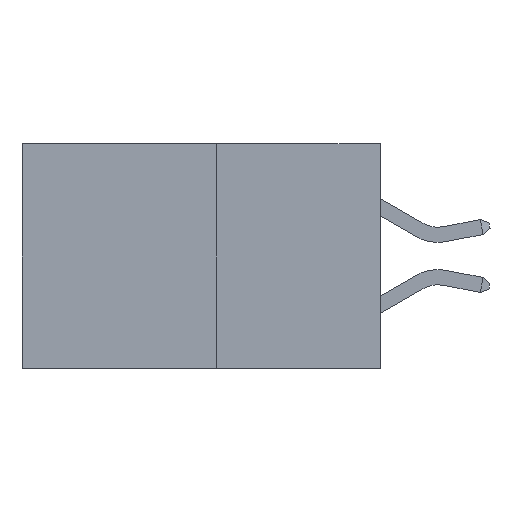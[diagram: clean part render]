
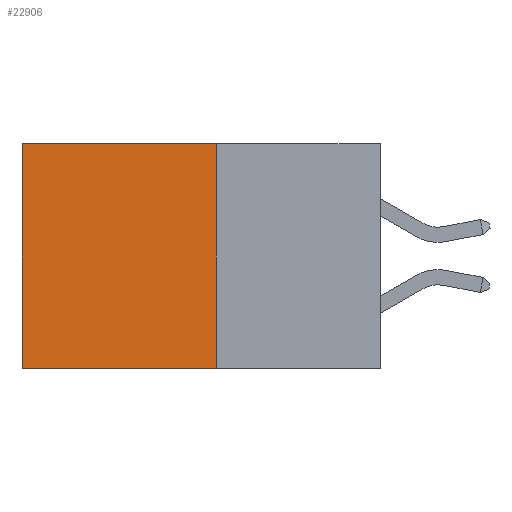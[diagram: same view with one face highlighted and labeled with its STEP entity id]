
A CAD part, left-side view. The second image highlights one B-rep face of the part: STEP entity #22906.
In plain terms, the highlighted planar face has unit normal (-1, 0, 0).
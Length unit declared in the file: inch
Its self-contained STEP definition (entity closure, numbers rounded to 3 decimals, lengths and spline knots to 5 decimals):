
#395 = ORIENTED_EDGE ( 'NONE', *, *, #20070, .F. ) ;
#1642 = LINE ( 'NONE', #3372, #15761 ) ;
#3165 = CARTESIAN_POINT ( 'NONE',  ( 0.277, 0.59, -0.37 ) ) ;
#3372 = CARTESIAN_POINT ( 'NONE',  ( 0.277, 0.27, 0. ) ) ;
#5141 = DIRECTION ( 'NONE',  ( 1., 0., 0. ) ) ;
#5228 = DIRECTION ( 'NONE',  ( 0., 1., 0. ) ) ;
#7100 = VERTEX_POINT ( 'NONE', #22472 ) ;
#8812 = PLANE ( 'NONE',  #18855 ) ;
#8814 = LINE ( 'NONE', #17933, #17947 ) ;
#9128 = CARTESIAN_POINT ( 'NONE',  ( 0.277, 0.59, 0. ) ) ;
#9227 = CARTESIAN_POINT ( 'NONE',  ( 0.277, 0.27, -0.37 ) ) ;
#10443 = EDGE_LOOP ( 'NONE', ( #21542, #395, #13889, #20227 ) ) ;
#10713 = DIRECTION ( 'NONE',  ( 0., 0., -1. ) ) ;
#12498 = CARTESIAN_POINT ( 'NONE',  ( 0.277, 0.27, -0.37 ) ) ;
#13889 = ORIENTED_EDGE ( 'NONE', *, *, #18140, .F. ) ;
#14922 = LINE ( 'NONE', #12498, #23403 ) ;
#15486 = VERTEX_POINT ( 'NONE', #23637 ) ;
#15761 = VECTOR ( 'NONE', #5228, 39.37008 ) ;
#16172 = CARTESIAN_POINT ( 'NONE',  ( 0.277, 0.27, -0.37 ) ) ;
#16433 = VECTOR ( 'NONE', #23204, 39.37008 ) ;
#16993 = LINE ( 'NONE', #3165, #16433 ) ;
#17933 = CARTESIAN_POINT ( 'NONE',  ( 0.277, 0.27, -0.37 ) ) ;
#17947 = VECTOR ( 'NONE', #19741, 39.37008 ) ;
#17979 = DIRECTION ( 'NONE',  ( 0., 0., -1. ) ) ;
#18140 = EDGE_CURVE ( 'NONE', #15486, #22400, #14922, .T. ) ;
#18759 = EDGE_CURVE ( 'NONE', #15486, #21071, #1642, .T. ) ;
#18855 = AXIS2_PLACEMENT_3D ( 'NONE', #16172, #5141, #17979 ) ;
#19741 = DIRECTION ( 'NONE',  ( 0., 1., 0. ) ) ;
#20070 = EDGE_CURVE ( 'NONE', #22400, #7100, #8814, .T. ) ;
#20227 = ORIENTED_EDGE ( 'NONE', *, *, #18759, .T. ) ;
#21071 = VERTEX_POINT ( 'NONE', #9128 ) ;
#21542 = ORIENTED_EDGE ( 'NONE', *, *, #22198, .T. ) ;
#22026 = FACE_OUTER_BOUND ( 'NONE', #10443, .T. ) ;
#22198 = EDGE_CURVE ( 'NONE', #21071, #7100, #16993, .T. ) ;
#22400 = VERTEX_POINT ( 'NONE', #9227 ) ;
#22472 = CARTESIAN_POINT ( 'NONE',  ( 0.277, 0.59, -0.37 ) ) ;
#22906 = ADVANCED_FACE ( 'NONE', ( #22026 ), #8812, .F. ) ;
#23204 = DIRECTION ( 'NONE',  ( 0., 0., -1. ) ) ;
#23403 = VECTOR ( 'NONE', #10713, 39.37008 ) ;
#23637 = CARTESIAN_POINT ( 'NONE',  ( 0.277, 0.27, 0. ) ) ;
